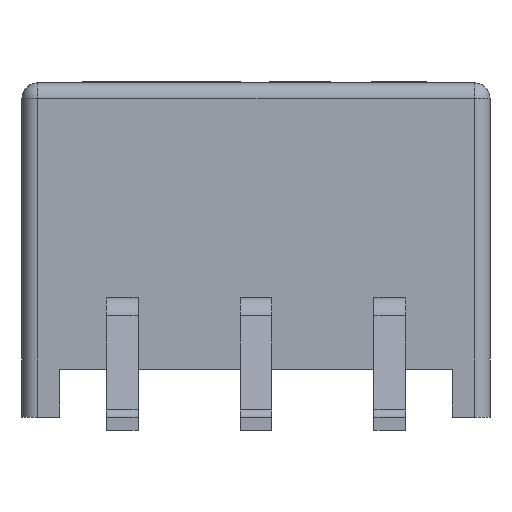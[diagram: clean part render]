
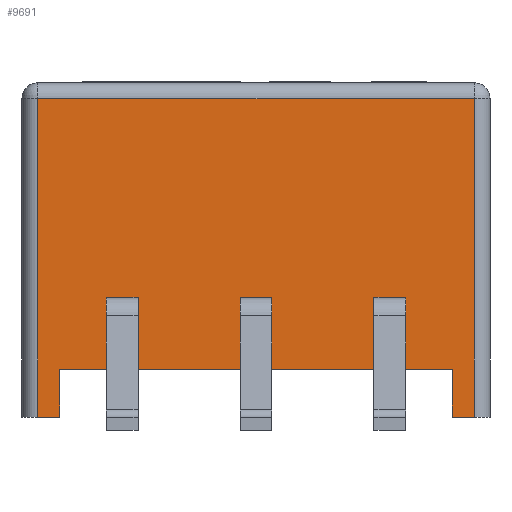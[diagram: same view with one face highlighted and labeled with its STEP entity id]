
A CAD part, left-side view. The second image highlights one B-rep face of the part: STEP entity #9691.
In plain terms, the highlighted planar face has unit normal (-1, 0, 0).
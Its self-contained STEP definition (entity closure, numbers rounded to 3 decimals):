
#225=FACE_BOUND('',#1108,.T.);
#226=FACE_BOUND('',#1109,.T.);
#227=FACE_BOUND('',#1110,.T.);
#589=FACE_OUTER_BOUND('',#1107,.T.);
#1107=EDGE_LOOP('',(#7248,#7249,#7250,#7251,#7252,#7253,#7254,#7255));
#1108=EDGE_LOOP('',(#7256,#7257,#7258,#7259));
#1109=EDGE_LOOP('',(#7260,#7261,#7262,#7263));
#1110=EDGE_LOOP('',(#7264,#7265,#7266,#7267));
#2075=LINE('',#14982,#3220);
#2076=LINE('',#14984,#3221);
#2077=LINE('',#14986,#3222);
#2078=LINE('',#14988,#3223);
#2079=LINE('',#14990,#3224);
#2080=LINE('',#14992,#3225);
#2081=LINE('',#14994,#3226);
#2082=LINE('',#14995,#3227);
#2083=LINE('',#14998,#3228);
#2084=LINE('',#15000,#3229);
#2085=LINE('',#15002,#3230);
#2086=LINE('',#15003,#3231);
#2087=LINE('',#15006,#3232);
#2088=LINE('',#15008,#3233);
#2089=LINE('',#15010,#3234);
#2090=LINE('',#15011,#3235);
#2091=LINE('',#15014,#3236);
#2092=LINE('',#15016,#3237);
#2093=LINE('',#15018,#3238);
#2094=LINE('',#15019,#3239);
#3220=VECTOR('',#11647,1000.);
#3221=VECTOR('',#11648,1000.);
#3222=VECTOR('',#11649,1000.);
#3223=VECTOR('',#11650,1000.);
#3224=VECTOR('',#11651,1000.);
#3225=VECTOR('',#11652,1000.);
#3226=VECTOR('',#11653,1000.);
#3227=VECTOR('',#11654,1000.);
#3228=VECTOR('',#11655,1000.);
#3229=VECTOR('',#11656,1000.);
#3230=VECTOR('',#11657,1000.);
#3231=VECTOR('',#11658,1000.);
#3232=VECTOR('',#11659,1000.);
#3233=VECTOR('',#11660,1000.);
#3234=VECTOR('',#11661,1000.);
#3235=VECTOR('',#11662,1000.);
#3236=VECTOR('',#11663,1000.);
#3237=VECTOR('',#11664,1000.);
#3238=VECTOR('',#11665,1000.);
#3239=VECTOR('',#11666,1000.);
#4247=VERTEX_POINT('',#14980);
#4248=VERTEX_POINT('',#14981);
#4249=VERTEX_POINT('',#14983);
#4250=VERTEX_POINT('',#14985);
#4251=VERTEX_POINT('',#14987);
#4252=VERTEX_POINT('',#14989);
#4253=VERTEX_POINT('',#14991);
#4254=VERTEX_POINT('',#14993);
#4255=VERTEX_POINT('',#14996);
#4256=VERTEX_POINT('',#14997);
#4257=VERTEX_POINT('',#14999);
#4258=VERTEX_POINT('',#15001);
#4259=VERTEX_POINT('',#15004);
#4260=VERTEX_POINT('',#15005);
#4261=VERTEX_POINT('',#15007);
#4262=VERTEX_POINT('',#15009);
#4263=VERTEX_POINT('',#15012);
#4264=VERTEX_POINT('',#15013);
#4265=VERTEX_POINT('',#15015);
#4266=VERTEX_POINT('',#15017);
#5346=EDGE_CURVE('',#4247,#4248,#2075,.T.);
#5347=EDGE_CURVE('',#4248,#4249,#2076,.T.);
#5348=EDGE_CURVE('',#4249,#4250,#2077,.T.);
#5349=EDGE_CURVE('',#4250,#4251,#2078,.T.);
#5350=EDGE_CURVE('',#4251,#4252,#2079,.T.);
#5351=EDGE_CURVE('',#4252,#4253,#2080,.T.);
#5352=EDGE_CURVE('',#4253,#4254,#2081,.T.);
#5353=EDGE_CURVE('',#4254,#4247,#2082,.T.);
#5354=EDGE_CURVE('',#4255,#4256,#2083,.T.);
#5355=EDGE_CURVE('',#4255,#4257,#2084,.T.);
#5356=EDGE_CURVE('',#4258,#4257,#2085,.T.);
#5357=EDGE_CURVE('',#4258,#4256,#2086,.T.);
#5358=EDGE_CURVE('',#4259,#4260,#2087,.T.);
#5359=EDGE_CURVE('',#4259,#4261,#2088,.T.);
#5360=EDGE_CURVE('',#4262,#4261,#2089,.T.);
#5361=EDGE_CURVE('',#4262,#4260,#2090,.T.);
#5362=EDGE_CURVE('',#4263,#4264,#2091,.T.);
#5363=EDGE_CURVE('',#4263,#4265,#2092,.T.);
#5364=EDGE_CURVE('',#4266,#4265,#2093,.T.);
#5365=EDGE_CURVE('',#4266,#4264,#2094,.T.);
#7248=ORIENTED_EDGE('',*,*,#5346,.T.);
#7249=ORIENTED_EDGE('',*,*,#5347,.T.);
#7250=ORIENTED_EDGE('',*,*,#5348,.T.);
#7251=ORIENTED_EDGE('',*,*,#5349,.T.);
#7252=ORIENTED_EDGE('',*,*,#5350,.T.);
#7253=ORIENTED_EDGE('',*,*,#5351,.T.);
#7254=ORIENTED_EDGE('',*,*,#5352,.T.);
#7255=ORIENTED_EDGE('',*,*,#5353,.T.);
#7256=ORIENTED_EDGE('',*,*,#5354,.F.);
#7257=ORIENTED_EDGE('',*,*,#5355,.T.);
#7258=ORIENTED_EDGE('',*,*,#5356,.F.);
#7259=ORIENTED_EDGE('',*,*,#5357,.T.);
#7260=ORIENTED_EDGE('',*,*,#5358,.F.);
#7261=ORIENTED_EDGE('',*,*,#5359,.T.);
#7262=ORIENTED_EDGE('',*,*,#5360,.F.);
#7263=ORIENTED_EDGE('',*,*,#5361,.T.);
#7264=ORIENTED_EDGE('',*,*,#5362,.F.);
#7265=ORIENTED_EDGE('',*,*,#5363,.T.);
#7266=ORIENTED_EDGE('',*,*,#5364,.F.);
#7267=ORIENTED_EDGE('',*,*,#5365,.T.);
#8921=PLANE('',#10236);
#9691=ADVANCED_FACE('',(#589,#225,#226,#227),#8921,.F.);
#10236=AXIS2_PLACEMENT_3D('',#14979,#11645,#11646);
#11645=DIRECTION('center_axis',(1.,0.,0.));
#11646=DIRECTION('ref_axis',(0.,1.,0.));
#11647=DIRECTION('',(0.,-1.,0.));
#11648=DIRECTION('',(0.,0.,1.));
#11649=DIRECTION('',(0.,1.,0.));
#11650=DIRECTION('',(0.,0.,-1.));
#11651=DIRECTION('',(0.,-1.,0.));
#11652=DIRECTION('',(0.,0.,1.));
#11653=DIRECTION('',(0.,-1.,0.));
#11654=DIRECTION('',(0.,0.,-1.));
#11655=DIRECTION('',(0.,0.,1.));
#11656=DIRECTION('',(0.,1.,0.));
#11657=DIRECTION('',(0.,0.,-1.));
#11658=DIRECTION('',(0.,-1.,0.));
#11659=DIRECTION('',(0.,0.,1.));
#11660=DIRECTION('',(0.,1.,0.));
#11661=DIRECTION('',(0.,0.,-1.));
#11662=DIRECTION('',(0.,-1.,0.));
#11663=DIRECTION('',(0.,0.,1.));
#11664=DIRECTION('',(0.,1.,0.));
#11665=DIRECTION('',(0.,0.,-1.));
#11666=DIRECTION('',(0.,-1.,0.));
#14979=CARTESIAN_POINT('Origin',(-4.76,4.445,6.6));
#14980=CARTESIAN_POINT('',(-4.76,-3.725,0.25));
#14981=CARTESIAN_POINT('',(-4.76,-4.145,0.25));
#14982=CARTESIAN_POINT('',(-4.76,4.445,0.25));
#14983=CARTESIAN_POINT('',(-4.76,-4.145,6.3));
#14984=CARTESIAN_POINT('',(-4.76,-4.145,6.6));
#14985=CARTESIAN_POINT('',(-4.76,4.145,6.3));
#14986=CARTESIAN_POINT('',(-4.76,4.445,6.3));
#14987=CARTESIAN_POINT('',(-4.76,4.145,0.25));
#14988=CARTESIAN_POINT('',(-4.76,4.145,6.6));
#14989=CARTESIAN_POINT('',(-4.76,3.725,0.25));
#14990=CARTESIAN_POINT('',(-4.76,4.445,0.25));
#14991=CARTESIAN_POINT('',(-4.76,3.725,1.15));
#14992=CARTESIAN_POINT('',(-4.76,3.725,1.15));
#14993=CARTESIAN_POINT('',(-4.76,-3.725,1.15));
#14994=CARTESIAN_POINT('',(-4.76,3.725,1.15));
#14995=CARTESIAN_POINT('',(-4.76,-3.725,1.15));
#14996=CARTESIAN_POINT('',(-4.76,2.24,2.275));
#14997=CARTESIAN_POINT('',(-4.76,2.24,2.525));
#14998=CARTESIAN_POINT('',(-4.76,2.24,6.6));
#14999=CARTESIAN_POINT('',(-4.76,2.84,2.275));
#15000=CARTESIAN_POINT('',(-4.76,4.445,2.275));
#15001=CARTESIAN_POINT('',(-4.76,2.84,2.525));
#15002=CARTESIAN_POINT('',(-4.76,2.84,6.6));
#15003=CARTESIAN_POINT('',(-4.76,4.445,2.525));
#15004=CARTESIAN_POINT('',(-4.76,-0.3,2.275));
#15005=CARTESIAN_POINT('',(-4.76,-0.3,2.525));
#15006=CARTESIAN_POINT('',(-4.76,-0.3,6.6));
#15007=CARTESIAN_POINT('',(-4.76,0.3,2.275));
#15008=CARTESIAN_POINT('',(-4.76,4.445,2.275));
#15009=CARTESIAN_POINT('',(-4.76,0.3,2.525));
#15010=CARTESIAN_POINT('',(-4.76,0.3,6.6));
#15011=CARTESIAN_POINT('',(-4.76,4.445,2.525));
#15012=CARTESIAN_POINT('',(-4.76,-2.84,2.275));
#15013=CARTESIAN_POINT('',(-4.76,-2.84,2.525));
#15014=CARTESIAN_POINT('',(-4.76,-2.84,6.6));
#15015=CARTESIAN_POINT('',(-4.76,-2.24,2.275));
#15016=CARTESIAN_POINT('',(-4.76,4.445,2.275));
#15017=CARTESIAN_POINT('',(-4.76,-2.24,2.525));
#15018=CARTESIAN_POINT('',(-4.76,-2.24,6.6));
#15019=CARTESIAN_POINT('',(-4.76,4.445,2.525));
